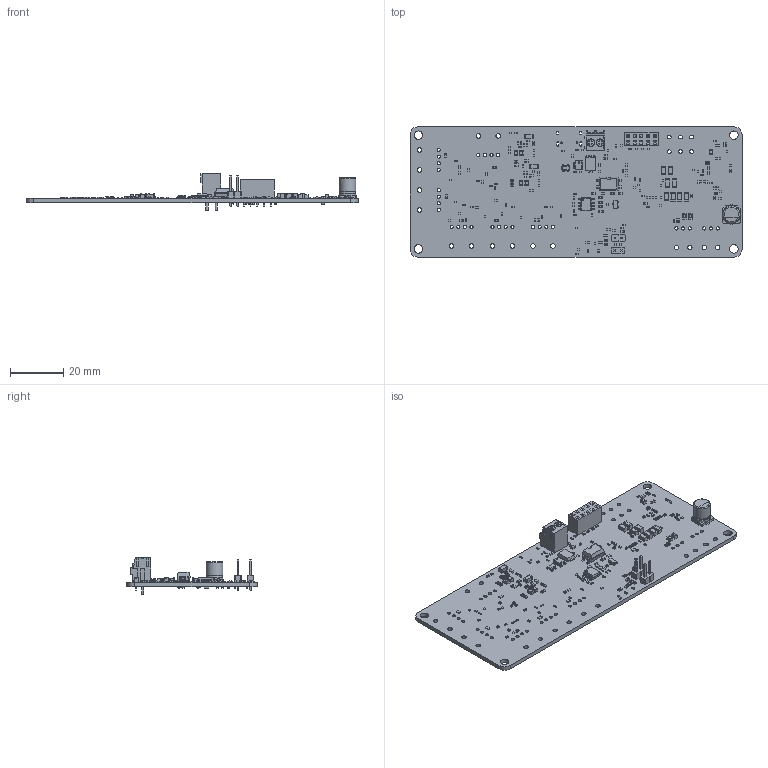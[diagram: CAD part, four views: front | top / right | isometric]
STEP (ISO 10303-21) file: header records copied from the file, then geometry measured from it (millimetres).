
FILE_DESCRIPTION(('KiCad electronic assembly'),'2;1');
FILE_NAME('Ricardo-Stark.step','2024-06-05T16:48:13',('Pcbnew'),('Kicad' ),'Open CASCADE STEP processor 7.7','KiCad to STEP converter', 'Unknown');
FILE_SCHEMA(('AUTOMOTIVE_DESIGN { 1 0 10303 214 1 1 1 1 }'));
Length unit declared in the file: millimetre
Products named in the file (42): Ricardo-Stark 1; R_0402_1005Metric; LED_0402_1005Metric; R_0603_1608Metric; C_0805_2012Metric; C_0603_1608Metric; C_0402_1005Metric; SOIC-8_3.9x4.9mm_P1.27mm; SOIC_8_39x49mm_P127mm; L_0402_1005Metric; PinHeader_1x02_P2.54mm_Vertical; PinHeader_1x02_P254mm_Vertical; C_1206_3216Metric; SMDIP-4_W9.53mm; SMDIP_4_W953mm; TerminalBlock_Phoenix_PT-1,5-2-3.5-H_1x02_P3.50mm_Horizontal; TerminalBlock_Phoenix_PT_15_2_35_H_1x02_P350mm_Horizontal; SOT-143; SOT_143; TO-277B; TO_277B_sp; LFPAK33; SOT-1210_LFPAK33; PinSocket_2x05_P2.54mm_Vertical; PinSocket_2x05_P254mm_Vertical; SOT-23; SOT_23; LED_0603_1608Metric; L_0805_2012Metric; CP_Elec_6.3x7.7; CP_Elec_63x77; Ricardo-Stark_PCB
Assembly tree (235 placements, depth 3):
  Ricardo-Stark 1
    R_0402_1005Metric  x95
      R_0402_1005Metric
    LED_0402_1005Metric  x12
      LED_0402_1005Metric
    R_0603_1608Metric  x16
      R_0603_1608Metric
    C_0805_2012Metric  x6
      C_0805_2012Metric
    C_0603_1608Metric  x6
      C_0603_1608Metric
    C_0402_1005Metric  x54
      C_0402_1005Metric
    SOIC-8_3.9x4.9mm_P1.27mm
      SOIC_8_39x49mm_P127mm
    L_0402_1005Metric  x2
      L_0402_1005Metric
    PinHeader_1x02_P2.54mm_Vertical  x2
      PinHeader_1x02_P254mm_Vertical
    C_1206_3216Metric  x10
      C_1206_3216Metric
    SMDIP-4_W9.53mm
      SMDIP_4_W953mm
    TerminalBlock_Phoenix_PT-1,5-2-3.5-H_1x02_P3.50mm_Horizontal
      TerminalBlock_Phoenix_PT_15_2_35_H_1x02_P350mm_Horizontal
    SOT-143
      SOT_143
    TO-277B
      TO_277B_sp
    LFPAK33
      SOT-1210_LFPAK33
    PinSocket_2x05_P2.54mm_Vertical
      PinSocket_2x05_P254mm_Vertical
    SOT-23
      SOT_23
    LED_0603_1608Metric
      LED_0603_1608Metric
    L_0805_2012Metric
      L_0805_2012Metric
    CP_Elec_6.3x7.7
      CP_Elec_63x77
    Ricardo-Stark_PCB
Bounding box: 125 x 49 x 13.7 mm (x, y, z)
Volume: 10980.9 mm3; surface area: 16058.8 mm2
Topology: 215 solids, 215 shells, 6971 faces, 18140 edges, 11821 vertices
Faces by surface type: plane 4701, cylinder 2154, bspline 109, torus 4, cone 2, revolution 1
Full cylindrical faces by diameter (mm): 0.6 x3, 0.9 x2, 1 x14, 1.2 x32, 1.4 x6, 1.7 x16, 2.7 x2, 2.9 x2, 3.2 x4, 6.3 x2
Entity records: 57405 total; most frequent: CARTESIAN_POINT 8728, ORIENTED_EDGE 7774, DIRECTION 7675, EDGE_CURVE 3887, LINE 3090, VECTOR 3090, VERTEX_POINT 2499, AXIS2_PLACEMENT_3D 2292
